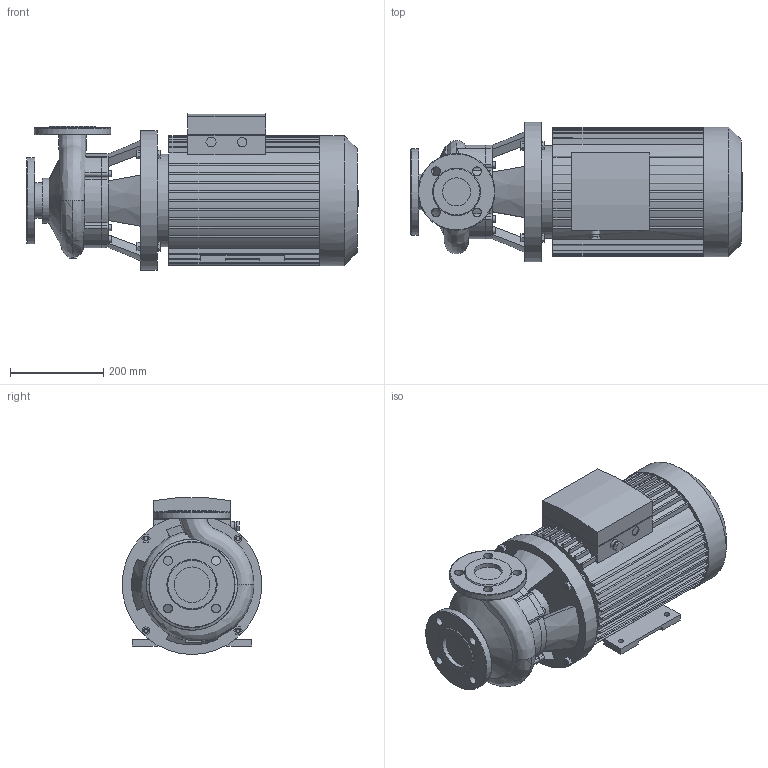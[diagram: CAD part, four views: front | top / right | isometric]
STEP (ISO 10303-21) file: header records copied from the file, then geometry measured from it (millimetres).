
FILE_DESCRIPTION(/* description */ (''),/* implementation_level */ '2;1');
FILE_NAME(/* name */ '3d_BL50_130-5_5_2-2121149.stp',/* time_stamp */ '2017-11-06T15:08:23+01:00',/* author */ ('Andrzej'),/* organization */ (''),/* preprocessor_version */ 'ST-DEVELOPER v16.13',/* originating_system */ 'AutoCAD Mechanical',/* authorisation */ '');
FILE_SCHEMA (('AUTOMOTIVE_DESIGN { 1 0 10303 214 3 1 1 }'));
Length unit declared in the file: millimetre
Products named in the file (1): Product
Bounding box: 713.5 x 300 x 337.16 mm (x, y, z)
Volume: 33931633.2 mm3; surface area: 1409447.6 mm2
Topology: 10 solids, 10 shells, 558 faces, 1458 edges, 952 vertices
Faces by surface type: plane 330, cylinder 178, bspline 30, cone 16, torus 4
Full cylindrical faces by diameter (mm): 10 x4, 12 x4, 13 x8, 16 x1, 19 x8, 20 x4, 60.3 x1, 76.1 x2, 80 x1, 96.1 x1, 165 x1, 185 x1, 199 x1, 279 x1, 300 x1
Entity records: 20595 total; most frequent: CARTESIAN_POINT 6852, DIRECTION 2815, ORIENTED_EDGE 2800, EDGE_CURVE 1400, AXIS2_PLACEMENT_3D 976, VERTEX_POINT 945, LINE 863, VECTOR 863
